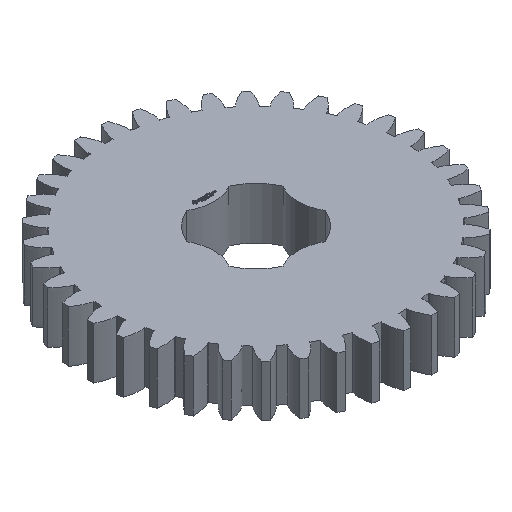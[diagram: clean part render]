
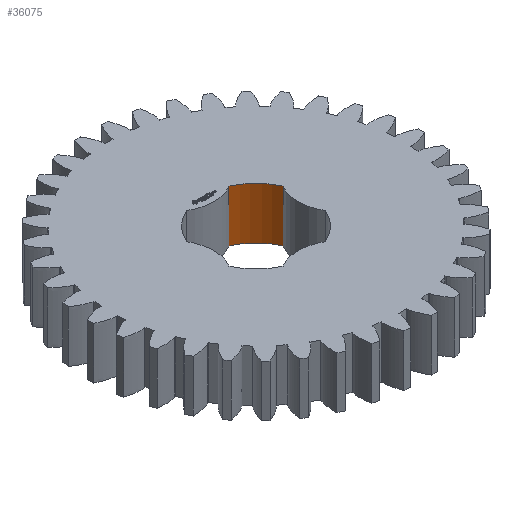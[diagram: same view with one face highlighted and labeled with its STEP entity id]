
A CAD part, isometric view. The second image highlights one B-rep face of the part: STEP entity #36075.
In plain terms, the highlighted cylindrical face has radius 6.35 mm (diameter 12.7 mm), a partial arc.
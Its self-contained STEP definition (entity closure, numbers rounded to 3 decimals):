
#93 = PLANE('',#94);
#94 = AXIS2_PLACEMENT_3D('',#95,#96,#97);
#95 = CARTESIAN_POINT('',(0.,0.,6.25));
#96 = DIRECTION('',(0.,0.,1.));
#97 = DIRECTION('',(1.,0.,0.));
#168 = PLANE('',#169);
#169 = AXIS2_PLACEMENT_3D('',#170,#171,#172);
#170 = CARTESIAN_POINT('',(0.,0.,0.));
#171 = DIRECTION('',(0.,0.,1.));
#172 = DIRECTION('',(1.,0.,0.));
#11030 = VERTEX_POINT('',#11031);
#11031 = CARTESIAN_POINT('',(2.55,5.816,0.));
#11046 = CYLINDRICAL_SURFACE('',#11047,4.9);
#11047 = AXIS2_PLACEMENT_3D('',#11048,#11049,#11050);
#11048 = CARTESIAN_POINT('',(0.,10.,0.));
#11049 = DIRECTION('',(0.,-0.,-1.));
#11050 = DIRECTION('',(0.707,0.707,0.));
#11058 = EDGE_CURVE('',#11059,#11030,#11061,.T.);
#11059 = VERTEX_POINT('',#11060);
#11060 = CARTESIAN_POINT('',(5.816,2.55,0.));
#11061 = SURFACE_CURVE('',#11062,(#11067,#11074),.PCURVE_S1.);
#11062 = CIRCLE('',#11063,6.35);
#11063 = AXIS2_PLACEMENT_3D('',#11064,#11065,#11066);
#11064 = CARTESIAN_POINT('',(0.,0.,0.));
#11065 = DIRECTION('',(0.,-0.,1.));
#11066 = DIRECTION('',(0.707,0.707,0.));
#11067 = PCURVE('',#168,#11068);
#11068 = DEFINITIONAL_REPRESENTATION('',(#11069),#11073);
#11069 = CIRCLE('',#11070,6.35);
#11070 = AXIS2_PLACEMENT_2D('',#11071,#11072);
#11071 = CARTESIAN_POINT('',(0.,0.));
#11072 = DIRECTION('',(0.707,0.707));
#11073 = ( GEOMETRIC_REPRESENTATION_CONTEXT(2) 
PARAMETRIC_REPRESENTATION_CONTEXT() REPRESENTATION_CONTEXT('2D SPACE',''
  ) );
#11074 = PCURVE('',#11075,#11080);
#11075 = CYLINDRICAL_SURFACE('',#11076,6.35);
#11076 = AXIS2_PLACEMENT_3D('',#11077,#11078,#11079);
#11077 = CARTESIAN_POINT('',(0.,0.,0.));
#11078 = DIRECTION('',(0.,-0.,-1.));
#11079 = DIRECTION('',(0.707,0.707,0.));
#11080 = DEFINITIONAL_REPRESENTATION('',(#11081),#11085);
#11081 = LINE('',#11082,#11083);
#11082 = CARTESIAN_POINT('',(-0.,0.));
#11083 = VECTOR('',#11084,1.);
#11084 = DIRECTION('',(-1.,0.));
#11085 = ( GEOMETRIC_REPRESENTATION_CONTEXT(2) 
PARAMETRIC_REPRESENTATION_CONTEXT() REPRESENTATION_CONTEXT('2D SPACE',''
  ) );
#11104 = CYLINDRICAL_SURFACE('',#11105,4.9);
#11105 = AXIS2_PLACEMENT_3D('',#11106,#11107,#11108);
#11106 = CARTESIAN_POINT('',(10.,0.,0.));
#11107 = DIRECTION('',(0.,-0.,-1.));
#11108 = DIRECTION('',(0.707,0.707,0.));
#18954 = VERTEX_POINT('',#18955);
#18955 = CARTESIAN_POINT('',(2.55,5.816,6.25));
#18977 = EDGE_CURVE('',#18978,#18954,#18980,.T.);
#18978 = VERTEX_POINT('',#18979);
#18979 = CARTESIAN_POINT('',(5.816,2.55,6.25));
#18980 = SURFACE_CURVE('',#18981,(#18986,#18993),.PCURVE_S1.);
#18981 = CIRCLE('',#18982,6.35);
#18982 = AXIS2_PLACEMENT_3D('',#18983,#18984,#18985);
#18983 = CARTESIAN_POINT('',(0.,0.,6.25)
  );
#18984 = DIRECTION('',(0.,-0.,1.));
#18985 = DIRECTION('',(0.707,0.707,0.));
#18986 = PCURVE('',#93,#18987);
#18987 = DEFINITIONAL_REPRESENTATION('',(#18988),#18992);
#18988 = CIRCLE('',#18989,6.35);
#18989 = AXIS2_PLACEMENT_2D('',#18990,#18991);
#18990 = CARTESIAN_POINT('',(0.,0.));
#18991 = DIRECTION('',(0.707,0.707));
#18992 = ( GEOMETRIC_REPRESENTATION_CONTEXT(2) 
PARAMETRIC_REPRESENTATION_CONTEXT() REPRESENTATION_CONTEXT('2D SPACE',''
  ) );
#18993 = PCURVE('',#11075,#18994);
#18994 = DEFINITIONAL_REPRESENTATION('',(#18995),#18999);
#18995 = LINE('',#18996,#18997);
#18996 = CARTESIAN_POINT('',(-0.,-6.25));
#18997 = VECTOR('',#18998,1.);
#18998 = DIRECTION('',(-1.,0.));
#18999 = ( GEOMETRIC_REPRESENTATION_CONTEXT(2) 
PARAMETRIC_REPRESENTATION_CONTEXT() REPRESENTATION_CONTEXT('2D SPACE',''
  ) );
#36052 = EDGE_CURVE('',#11059,#18978,#36053,.T.);
#36053 = SURFACE_CURVE('',#36054,(#36058,#36065),.PCURVE_S1.);
#36054 = LINE('',#36055,#36056);
#36055 = CARTESIAN_POINT('',(5.816,2.55,0.));
#36056 = VECTOR('',#36057,1.);
#36057 = DIRECTION('',(0.,0.,1.));
#36058 = PCURVE('',#11104,#36059);
#36059 = DEFINITIONAL_REPRESENTATION('',(#36060),#36064);
#36060 = LINE('',#36061,#36062);
#36061 = CARTESIAN_POINT('',(-1.809,0.));
#36062 = VECTOR('',#36063,1.);
#36063 = DIRECTION('',(-0.,-1.));
#36064 = ( GEOMETRIC_REPRESENTATION_CONTEXT(2) 
PARAMETRIC_REPRESENTATION_CONTEXT() REPRESENTATION_CONTEXT('2D SPACE',''
  ) );
#36065 = PCURVE('',#11075,#36066);
#36066 = DEFINITIONAL_REPRESENTATION('',(#36067),#36071);
#36067 = LINE('',#36068,#36069);
#36068 = CARTESIAN_POINT('',(-5.911,0.));
#36069 = VECTOR('',#36070,1.);
#36070 = DIRECTION('',(-0.,-1.));
#36071 = ( GEOMETRIC_REPRESENTATION_CONTEXT(2) 
PARAMETRIC_REPRESENTATION_CONTEXT() REPRESENTATION_CONTEXT('2D SPACE',''
  ) );
#36075 = ADVANCED_FACE('',(#36076),#11075,.F.);
#36076 = FACE_BOUND('',#36077,.T.);
#36077 = EDGE_LOOP('',(#36078,#36079,#36080,#36101));
#36078 = ORIENTED_EDGE('',*,*,#36052,.T.);
#36079 = ORIENTED_EDGE('',*,*,#18977,.T.);
#36080 = ORIENTED_EDGE('',*,*,#36081,.F.);
#36081 = EDGE_CURVE('',#11030,#18954,#36082,.T.);
#36082 = SURFACE_CURVE('',#36083,(#36087,#36094),.PCURVE_S1.);
#36083 = LINE('',#36084,#36085);
#36084 = CARTESIAN_POINT('',(2.55,5.816,0.));
#36085 = VECTOR('',#36086,1.);
#36086 = DIRECTION('',(0.,0.,1.));
#36087 = PCURVE('',#11075,#36088);
#36088 = DEFINITIONAL_REPRESENTATION('',(#36089),#36093);
#36089 = LINE('',#36090,#36091);
#36090 = CARTESIAN_POINT('',(-6.655,0.));
#36091 = VECTOR('',#36092,1.);
#36092 = DIRECTION('',(-0.,-1.));
#36093 = ( GEOMETRIC_REPRESENTATION_CONTEXT(2) 
PARAMETRIC_REPRESENTATION_CONTEXT() REPRESENTATION_CONTEXT('2D SPACE',''
  ) );
#36094 = PCURVE('',#11046,#36095);
#36095 = DEFINITIONAL_REPRESENTATION('',(#36096),#36100);
#36096 = LINE('',#36097,#36098);
#36097 = CARTESIAN_POINT('',(-4.474,0.));
#36098 = VECTOR('',#36099,1.);
#36099 = DIRECTION('',(-0.,-1.));
#36100 = ( GEOMETRIC_REPRESENTATION_CONTEXT(2) 
PARAMETRIC_REPRESENTATION_CONTEXT() REPRESENTATION_CONTEXT('2D SPACE',''
  ) );
#36101 = ORIENTED_EDGE('',*,*,#11058,.F.);
